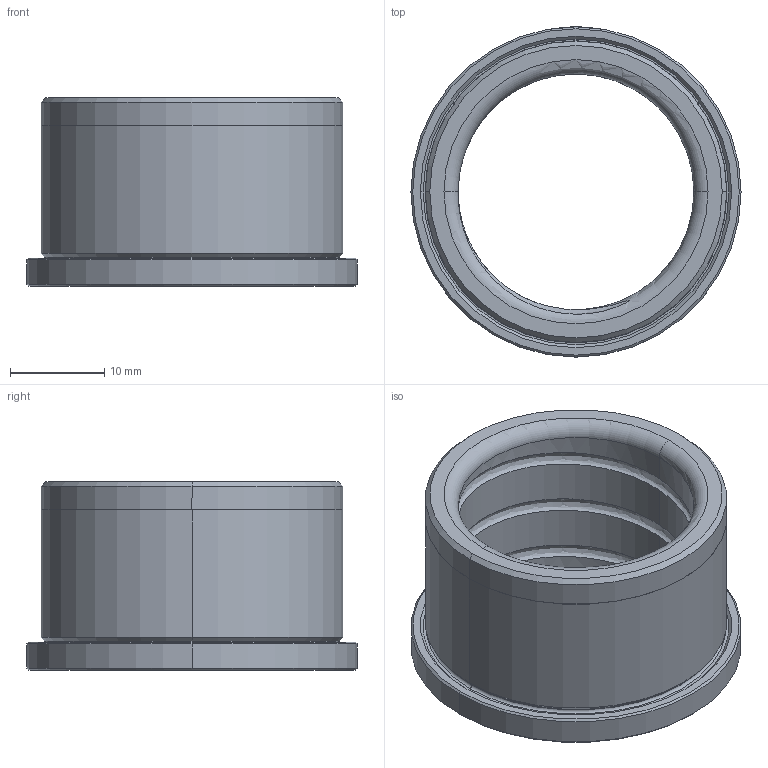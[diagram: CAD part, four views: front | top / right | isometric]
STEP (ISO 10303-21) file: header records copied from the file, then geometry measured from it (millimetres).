
FILE_DESCRIPTION (( 'STEP AP214' ), '1' );
FILE_NAME ('GBHV-D32-d25-L20.step', '2021-09-11T10:26:46', ( 'User' ), ( 'china' ), 'SwSTEP 2.0', 'SolidWorks 2016', '' );
FILE_SCHEMA (( 'AUTOMOTIVE_DESIGN' ));
Length unit declared in the file: millimetre
Products named in the file (1): GBHV-D32-d25-L20
Bounding box: 35 x 35 x 20 mm (x, y, z)
Volume: 6478.3 mm3; surface area: 4612.6 mm2
Topology: 1 solids, 1 shells, 58 faces, 138 edges, 87 vertices
Faces by surface type: cylinder 28, plane 13, cone 10, torus 6, bspline 1
Entity records: 2780 total; most frequent: CARTESIAN_POINT 1458, ORIENTED_EDGE 276, DIRECTION 261, EDGE_CURVE 138, AXIS2_PLACEMENT_3D 105, VERTEX_POINT 87, EDGE_LOOP 65, FACE_OUTER_BOUND 58
